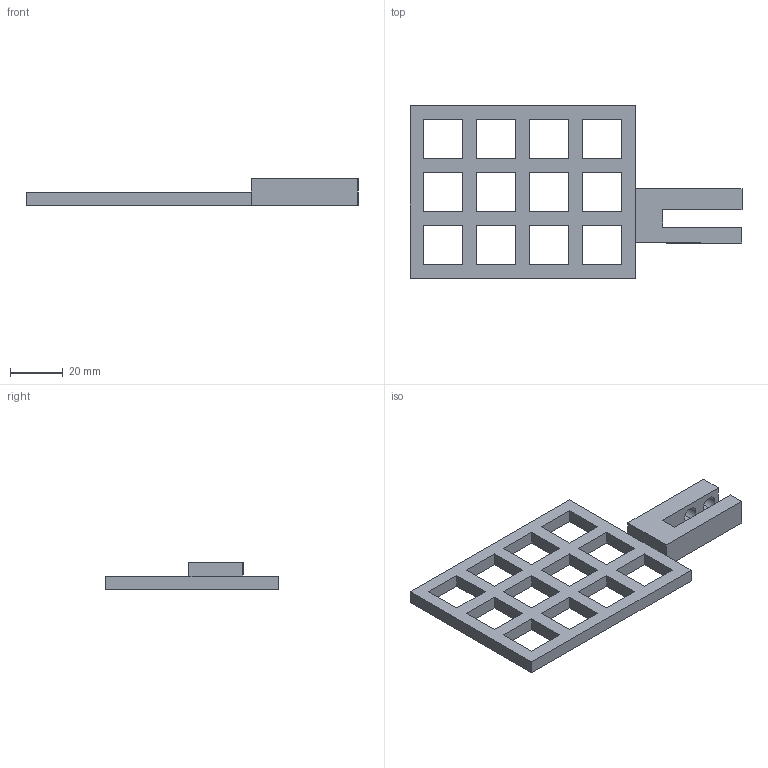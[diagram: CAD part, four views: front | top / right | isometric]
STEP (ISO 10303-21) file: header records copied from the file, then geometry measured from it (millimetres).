
FILE_DESCRIPTION (( 'STEP AP214' ), '1' );
FILE_NAME ('Basket_arm.STEP', '2024-03-14T02:44:09', ( '' ), ( '' ), 'SwSTEP 2.0', 'SolidWorks 2022', '' );
FILE_SCHEMA (( 'AUTOMOTIVE_DESIGN' ));
Length unit declared in the file: millimetre
Products named in the file (1): Basket_arm
Bounding box: 125.35 x 65 x 10 mm (x, y, z)
Volume: 20116.5 mm3; surface area: 13841.3 mm2
Topology: 1 solids, 1 shells, 81 faces, 229 edges, 152 vertices
Faces by surface type: plane 71, cylinder 10
Entity records: 2677 total; most frequent: CARTESIAN_POINT 463, ORIENTED_EDGE 458, DIRECTION 413, EDGE_CURVE 229, LINE 209, VECTOR 209, VERTEX_POINT 152, EDGE_LOOP 111
